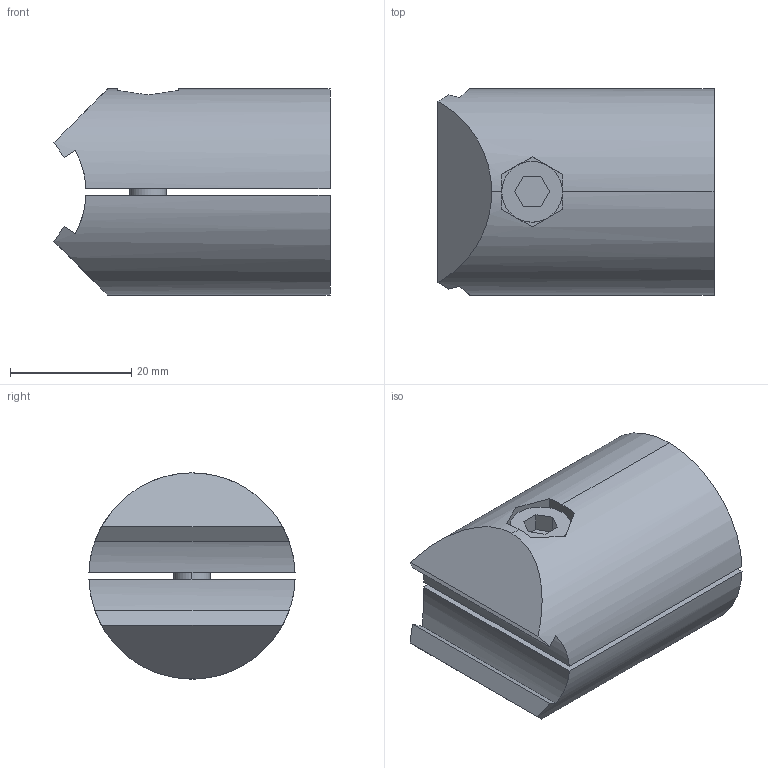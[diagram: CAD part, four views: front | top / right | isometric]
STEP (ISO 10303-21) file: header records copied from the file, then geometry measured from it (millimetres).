
FILE_DESCRIPTION (( 'STEP AP214' ), '1' );
FILE_NAME ('6951060', '2019-02-04T08:17:10', ( '' ), ('JUGARD+KÜNSTNER GmbH'), 'SwSTEP 2.0', 'SolidWorks 2017', '' );
FILE_SCHEMA (( 'AUTOMOTIVE_DESIGN' ));
Length unit declared in the file: millimetre
Products named in the file (1): 6951060_CNAJF00
Bounding box: 45.52 x 33.99 x 34 mm (x, y, z)
Volume: 23354.3 mm3; surface area: 10930.5 mm2
Topology: 1 solids, 1 shells, 50 faces, 121 edges, 78 vertices
Faces by surface type: plane 34, cylinder 16
Entity records: 1502 total; most frequent: CARTESIAN_POINT 329, ORIENTED_EDGE 242, DIRECTION 231, EDGE_CURVE 121, AXIS2_PLACEMENT_3D 84, VERTEX_POINT 78, VECTOR 63, LINE 63
